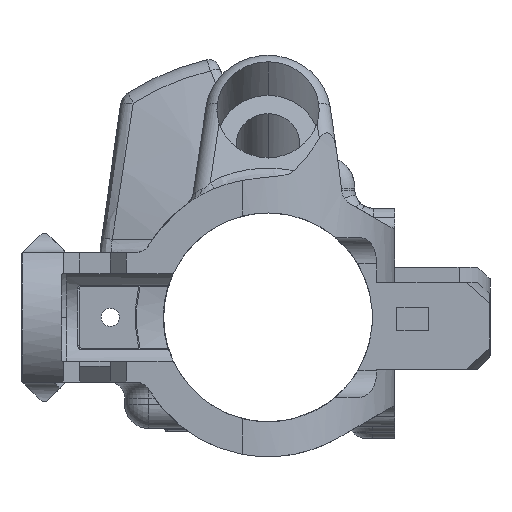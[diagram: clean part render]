
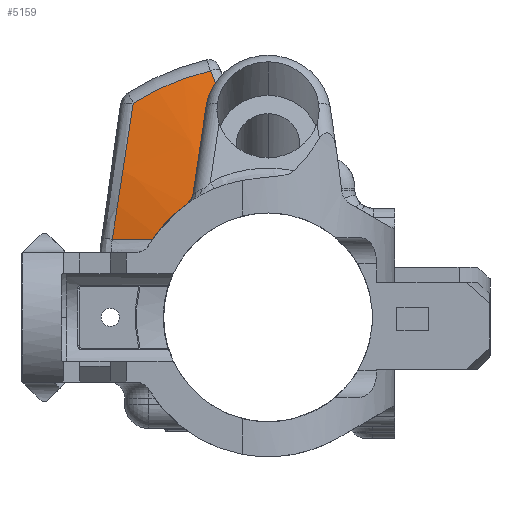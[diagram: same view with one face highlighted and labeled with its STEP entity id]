
A CAD part, left-side view. The second image highlights one B-rep face of the part: STEP entity #5159.
In plain terms, the highlighted conical face has half-angle 69 degrees and reference radius 31.828 mm.
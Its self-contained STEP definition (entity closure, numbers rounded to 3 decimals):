
#50 = ORIENTED_EDGE ( 'NONE', *, *, #25074, .T. ) ;
#836 = AXIS2_PLACEMENT_3D ( 'NONE', #23917, #28102, #1509 ) ;
#1223 = CARTESIAN_POINT ( 'NONE',  ( 69.41, 17.468, 9.806 ) ) ;
#1509 = DIRECTION ( 'NONE',  ( 0., 0., -1. ) ) ;
#1522 = VERTEX_POINT ( 'NONE', #6185 ) ;
#2033 = DIRECTION ( 'NONE',  ( -1., 0., 0. ) ) ;
#3393 = VERTEX_POINT ( 'NONE', #24851 ) ;
#3433 = ORIENTED_EDGE ( 'NONE', *, *, #14782, .T. ) ;
#4070 = CIRCLE ( 'NONE', #13249, 16.417 ) ;
#4161 = CARTESIAN_POINT ( 'NONE',  ( 71.953, 5.227, 26.122 ) ) ;
#5061 = EDGE_CURVE ( 'NONE', #3393, #1522, #6759, .T. ) ;
#5159 = ADVANCED_FACE ( 'NONE', ( #17281 ), #5882, .T. ) ;
#5825 = B_SPLINE_CURVE_WITH_KNOTS ( 'NONE', 3,
 ( #23844, #6045, #8462, #4161, #25730, #21402 ),
 .UNSPECIFIED., .F., .F.,
 ( 4, 2, 4 ),
 ( 0.001, 0.01, 0.018 ),
 .UNSPECIFIED. ) ;
#5882 = CONICAL_SURFACE ( 'NONE', #836, 31.828, 1.204 ) ;
#6045 = CARTESIAN_POINT ( 'NONE',  ( 68.992, 2.164, 18.817 ) ) ;
#6185 = CARTESIAN_POINT ( 'NONE',  ( 68.031, 13.224, 9.728 ) ) ;
#6759 = B_SPLINE_CURVE_WITH_KNOTS ( 'NONE', 3,
 ( #7559, #1223, #7844, #14305 ),
 .UNSPECIFIED., .F., .F.,
 ( 4, 4 ),
 ( 0.001, 0.008 ),
 .UNSPECIFIED. ) ;
#7559 = CARTESIAN_POINT ( 'NONE',  ( 70.139, 19.578, 9.833 ) ) ;
#7844 = CARTESIAN_POINT ( 'NONE',  ( 68.699, 15.353, 9.772 ) ) ;
#8462 = CARTESIAN_POINT ( 'NONE',  ( 69.975, 3.187, 21.253 ) ) ;
#9865 = CARTESIAN_POINT ( 'NONE',  ( 73.946, 7.258, 30.989 ) ) ;
#10116 = EDGE_LOOP ( 'NONE', ( #27519, #11845, #3433, #20211, #50 ) ) ;
#11149 = CARTESIAN_POINT ( 'NONE',  ( 71.035, 18.694, 15.608 ) ) ;
#11260 = DIRECTION ( 'NONE',  ( 1., 0., 0. ) ) ;
#11845 = ORIENTED_EDGE ( 'NONE', *, *, #15333, .T. ) ;
#13249 = AXIS2_PLACEMENT_3D ( 'NONE', #24357, #11260, #20189 ) ;
#13586 = CARTESIAN_POINT ( 'NONE',  ( 72.351, 17.815, 21.301 ) ) ;
#14305 = CARTESIAN_POINT ( 'NONE',  ( 68.031, 13.224, 9.728 ) ) ;
#14495 = VERTEX_POINT ( 'NONE', #17112 ) ;
#14782 = EDGE_CURVE ( 'NONE', #26682, #22024, #5825, .T. ) ;
#15333 = EDGE_CURVE ( 'NONE', #1522, #26682, #4070, .T. ) ;
#15743 = CARTESIAN_POINT ( 'NONE',  ( 70.139, 19.578, 9.833 ) ) ;
#17112 = CARTESIAN_POINT ( 'NONE',  ( 73.946, 16.952, 26.938 ) ) ;
#17281 = FACE_OUTER_BOUND ( 'NONE', #10116, .T. ) ;
#18190 = CARTESIAN_POINT ( 'NONE',  ( 73.946, 16.952, 26.938 ) ) ;
#18786 = B_SPLINE_CURVE_WITH_KNOTS ( 'NONE', 3,
 ( #18190, #26832, #13586, #11149, #19918, #15743 ),
 .UNSPECIFIED., .F., .F.,
 ( 4, 2, 4 ),
 ( 0., 0.009, 0.018 ),
 .UNSPECIFIED. ) ;
#19503 = AXIS2_PLACEMENT_3D ( 'NONE', #28069, #2033, #24161 ) ;
#19918 = CARTESIAN_POINT ( 'NONE',  ( 70.489, 19.139, 12.741 ) ) ;
#20189 = DIRECTION ( 'NONE',  ( 0., 0., -1. ) ) ;
#20211 = ORIENTED_EDGE ( 'NONE', *, *, #23073, .T. ) ;
#20754 = CARTESIAN_POINT ( 'NONE',  ( 68.031, 1.129, 16.378 ) ) ;
#20895 = CIRCLE ( 'NONE', #19503, 31.828 ) ;
#21402 = CARTESIAN_POINT ( 'NONE',  ( 73.946, 7.258, 30.989 ) ) ;
#22024 = VERTEX_POINT ( 'NONE', #9865 ) ;
#23073 = EDGE_CURVE ( 'NONE', #22024, #14495, #20895, .T. ) ;
#23844 = CARTESIAN_POINT ( 'NONE',  ( 68.031, 1.129, 16.378 ) ) ;
#23917 = CARTESIAN_POINT ( 'NONE',  ( 73.946, 0., 0. ) ) ;
#24161 = DIRECTION ( 'NONE',  ( 0., 0., 1. ) ) ;
#24357 = CARTESIAN_POINT ( 'NONE',  ( 68.031, 0., 0. ) ) ;
#24851 = CARTESIAN_POINT ( 'NONE',  ( 70.139, 19.578, 9.833 ) ) ;
#25074 = EDGE_CURVE ( 'NONE', #14495, #3393, #18786, .T. ) ;
#25730 = CARTESIAN_POINT ( 'NONE',  ( 72.948, 6.243, 28.556 ) ) ;
#26682 = VERTEX_POINT ( 'NONE', #20754 ) ;
#26832 = CARTESIAN_POINT ( 'NONE',  ( 73.121, 17.38, 24.128 ) ) ;
#27519 = ORIENTED_EDGE ( 'NONE', *, *, #5061, .T. ) ;
#28069 = CARTESIAN_POINT ( 'NONE',  ( 73.946, 0., 0. ) ) ;
#28102 = DIRECTION ( 'NONE',  ( 1., 0., 0. ) ) ;
